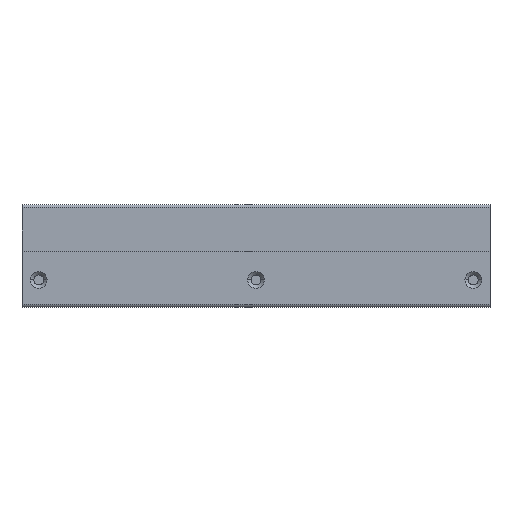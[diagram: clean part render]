
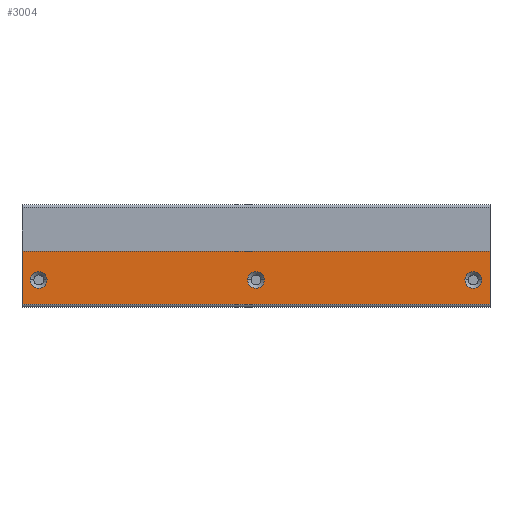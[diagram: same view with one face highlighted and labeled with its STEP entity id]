
A CAD part, top view. The second image highlights one B-rep face of the part: STEP entity #3004.
In plain terms, the highlighted planar face has unit normal (0, 0, 1).
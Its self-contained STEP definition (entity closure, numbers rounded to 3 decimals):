
#1 = ORIENTED_EDGE ( 'NONE', *, *, #173, .T. ) ;
#4 = EDGE_CURVE ( 'NONE', #2414, #2680, #525, .T. ) ;
#15 = ORIENTED_EDGE ( 'NONE', *, *, #2711, .F. ) ;
#36 = FACE_BOUND ( 'NONE', #465, .T. ) ;
#38 = CARTESIAN_POINT ( 'NONE',  ( 70., -14.492, 34. ) ) ;
#59 = CARTESIAN_POINT ( 'NONE',  ( 0., -7.25, 34. ) ) ;
#124 = CARTESIAN_POINT ( 'NONE',  ( -67.5, -7.25, 34. ) ) ;
#132 = DIRECTION ( 'NONE',  ( -1., 0., 0. ) ) ;
#173 = EDGE_CURVE ( 'NONE', #613, #1945, #1753, .T. ) ;
#261 = CARTESIAN_POINT ( 'NONE',  ( 62.5, -7.25, 34. ) ) ;
#355 = VECTOR ( 'NONE', #2814, 1000. ) ;
#414 = AXIS2_PLACEMENT_3D ( 'NONE', #59, #2932, #544 ) ;
#444 = CARTESIAN_POINT ( 'NONE',  ( 0., -7.25, 34. ) ) ;
#465 = EDGE_LOOP ( 'NONE', ( #3105, #2561 ) ) ;
#493 = VECTOR ( 'NONE', #1845, 1000. ) ;
#496 = AXIS2_PLACEMENT_3D ( 'NONE', #2719, #499, #2084 ) ;
#499 = DIRECTION ( 'NONE',  ( 0., 0., -1. ) ) ;
#525 = CIRCLE ( 'NONE', #414, 2.5 ) ;
#544 = DIRECTION ( 'NONE',  ( 0., 1., 0. ) ) ;
#545 = ORIENTED_EDGE ( 'NONE', *, *, #2106, .F. ) ;
#575 = DIRECTION ( 'NONE',  ( 0., 1., 0. ) ) ;
#598 = EDGE_LOOP ( 'NONE', ( #2976, #3042 ) ) ;
#613 = VERTEX_POINT ( 'NONE', #1418 ) ;
#628 = DIRECTION ( 'NONE',  ( 0., 1., 0. ) ) ;
#736 = CARTESIAN_POINT ( 'NONE',  ( -70., -14.492, 34. ) ) ;
#836 = VERTEX_POINT ( 'NONE', #261 ) ;
#932 = DIRECTION ( 'NONE',  ( 0., 0., -1. ) ) ;
#996 = VERTEX_POINT ( 'NONE', #124 ) ;
#1031 = FACE_BOUND ( 'NONE', #2525, .T. ) ;
#1065 = ORIENTED_EDGE ( 'NONE', *, *, #1189, .T. ) ;
#1093 = DIRECTION ( 'NONE',  ( -1., 0., 0. ) ) ;
#1189 = EDGE_CURVE ( 'NONE', #2408, #613, #2218, .T. ) ;
#1192 = CARTESIAN_POINT ( 'NONE',  ( 65., -7.25, 34. ) ) ;
#1349 = EDGE_CURVE ( 'NONE', #2680, #2414, #3300, .T. ) ;
#1353 = EDGE_CURVE ( 'NONE', #1416, #996, #1635, .T. ) ;
#1356 = CARTESIAN_POINT ( 'NONE',  ( 2.5, -7.25, 34. ) ) ;
#1360 = CARTESIAN_POINT ( 'NONE',  ( 70., -14.492, 34. ) ) ;
#1416 = VERTEX_POINT ( 'NONE', #2575 ) ;
#1418 = CARTESIAN_POINT ( 'NONE',  ( -70., 1.4, 34. ) ) ;
#1422 = CIRCLE ( 'NONE', #2191, 2.5 ) ;
#1549 = AXIS2_PLACEMENT_3D ( 'NONE', #2165, #3298, #628 ) ;
#1571 = VERTEX_POINT ( 'NONE', #3188 ) ;
#1603 = EDGE_LOOP ( 'NONE', ( #1, #545, #15, #1065 ) ) ;
#1635 = CIRCLE ( 'NONE', #3088, 2.5 ) ;
#1753 = LINE ( 'NONE', #3058, #355 ) ;
#1809 = VECTOR ( 'NONE', #132, 1000. ) ;
#1845 = DIRECTION ( 'NONE',  ( 0., -1., 0. ) ) ;
#1873 = EDGE_CURVE ( 'NONE', #836, #1571, #1422, .T. ) ;
#1900 = FACE_BOUND ( 'NONE', #598, .T. ) ;
#1945 = VERTEX_POINT ( 'NONE', #736 ) ;
#1987 = CIRCLE ( 'NONE', #1549, 2.5 ) ;
#2000 = CARTESIAN_POINT ( 'NONE',  ( 70., 1.4, 34. ) ) ;
#2084 = DIRECTION ( 'NONE',  ( -1., 0., 0. ) ) ;
#2106 = EDGE_CURVE ( 'NONE', #3385, #1945, #2403, .T. ) ;
#2133 = AXIS2_PLACEMENT_3D ( 'NONE', #444, #3097, #3374 ) ;
#2165 = CARTESIAN_POINT ( 'NONE',  ( -65., -7.25, 34. ) ) ;
#2169 = CARTESIAN_POINT ( 'NONE',  ( -2.5, -7.25, 34. ) ) ;
#2174 = FACE_OUTER_BOUND ( 'NONE', #1603, .T. ) ;
#2186 = CARTESIAN_POINT ( 'NONE',  ( 70., 1.4, 34. ) ) ;
#2191 = AXIS2_PLACEMENT_3D ( 'NONE', #3095, #3353, #3333 ) ;
#2201 = AXIS2_PLACEMENT_3D ( 'NONE', #1192, #932, #575 ) ;
#2218 = LINE ( 'NONE', #2000, #1809 ) ;
#2403 = LINE ( 'NONE', #38, #2971 ) ;
#2408 = VERTEX_POINT ( 'NONE', #2186 ) ;
#2414 = VERTEX_POINT ( 'NONE', #2169 ) ;
#2525 = EDGE_LOOP ( 'NONE', ( #2988, #2852 ) ) ;
#2561 = ORIENTED_EDGE ( 'NONE', *, *, #4, .T. ) ;
#2575 = CARTESIAN_POINT ( 'NONE',  ( -62.5, -7.25, 34. ) ) ;
#2680 = VERTEX_POINT ( 'NONE', #1356 ) ;
#2711 = EDGE_CURVE ( 'NONE', #2408, #3385, #3176, .T. ) ;
#2719 = CARTESIAN_POINT ( 'NONE',  ( 70., 1.4, 34. ) ) ;
#2793 = EDGE_CURVE ( 'NONE', #996, #1416, #1987, .T. ) ;
#2814 = DIRECTION ( 'NONE',  ( 0., -1., 0. ) ) ;
#2852 = ORIENTED_EDGE ( 'NONE', *, *, #1873, .T. ) ;
#2862 = EDGE_CURVE ( 'NONE', #1571, #836, #3427, .T. ) ;
#2867 = DIRECTION ( 'NONE',  ( 0., 1., 0. ) ) ;
#2932 = DIRECTION ( 'NONE',  ( 0., 0., -1. ) ) ;
#2971 = VECTOR ( 'NONE', #1093, 1000. ) ;
#2976 = ORIENTED_EDGE ( 'NONE', *, *, #1353, .T. ) ;
#2988 = ORIENTED_EDGE ( 'NONE', *, *, #2862, .T. ) ;
#3004 = ADVANCED_FACE ( 'NONE', ( #1031, #36, #1900, #2174 ), #3203, .F. ) ;
#3042 = ORIENTED_EDGE ( 'NONE', *, *, #2793, .T. ) ;
#3058 = CARTESIAN_POINT ( 'NONE',  ( -70., 1.4, 34. ) ) ;
#3088 = AXIS2_PLACEMENT_3D ( 'NONE', #3141, #3354, #2867 ) ;
#3095 = CARTESIAN_POINT ( 'NONE',  ( 65., -7.25, 34. ) ) ;
#3097 = DIRECTION ( 'NONE',  ( 0., 0., -1. ) ) ;
#3105 = ORIENTED_EDGE ( 'NONE', *, *, #1349, .T. ) ;
#3141 = CARTESIAN_POINT ( 'NONE',  ( -65., -7.25, 34. ) ) ;
#3162 = CARTESIAN_POINT ( 'NONE',  ( 70., 1.4, 34. ) ) ;
#3176 = LINE ( 'NONE', #3162, #493 ) ;
#3188 = CARTESIAN_POINT ( 'NONE',  ( 67.5, -7.25, 34. ) ) ;
#3203 = PLANE ( 'NONE',  #496 ) ;
#3298 = DIRECTION ( 'NONE',  ( 0., 0., -1. ) ) ;
#3300 = CIRCLE ( 'NONE', #2133, 2.5 ) ;
#3333 = DIRECTION ( 'NONE',  ( 0., 1., 0. ) ) ;
#3353 = DIRECTION ( 'NONE',  ( 0., 0., -1. ) ) ;
#3354 = DIRECTION ( 'NONE',  ( 0., 0., -1. ) ) ;
#3374 = DIRECTION ( 'NONE',  ( 0., 1., 0. ) ) ;
#3385 = VERTEX_POINT ( 'NONE', #1360 ) ;
#3427 = CIRCLE ( 'NONE', #2201, 2.5 ) ;
